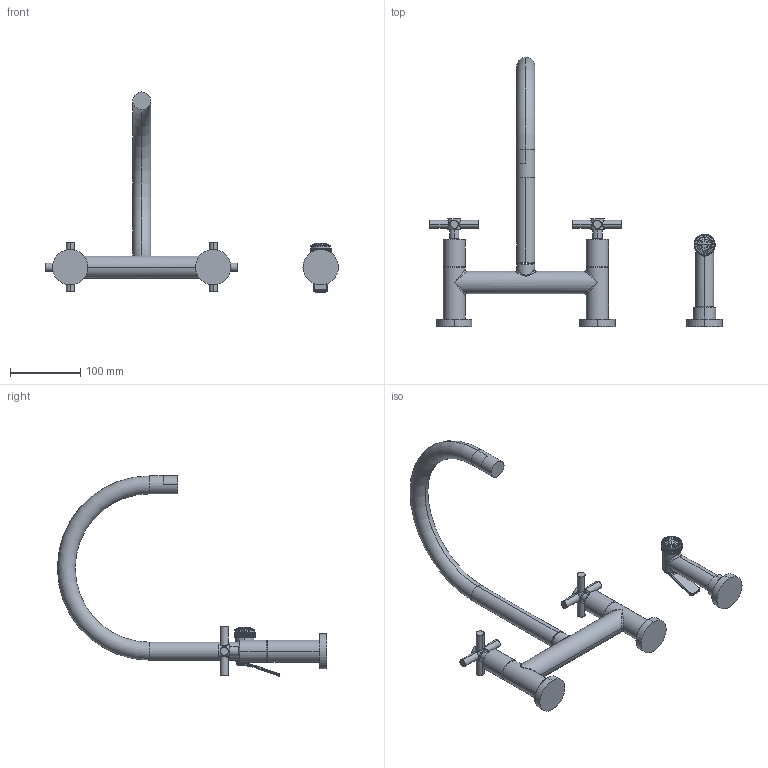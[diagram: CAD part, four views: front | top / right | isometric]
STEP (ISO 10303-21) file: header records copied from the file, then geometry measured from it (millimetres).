
FILE_DESCRIPTION((''),'2;1');
FILE_NAME('1500-5412_','2021-02-25T16:36:20',('rsmith'),(''),'CREO PARAMETRIC BY PTC INC, 2018400','CREO PARAMETRIC BY PTC INC, 2018400','');
FILE_SCHEMA(('AUTOMOTIVE_DESIGN { 1 0 10303 214 1 1 1 1 }'));
Length unit declared in the file: inch
Products named in the file (1): 1500-5412_
Bounding box: 415.67 x 382.44 x 284.22 mm (x, y, z)
Volume: 788944.9 mm3; surface area: 135882.4 mm2
Topology: 4 solids, 5 shells, 700 faces, 1893 edges, 1232 vertices
Faces by surface type: plane 312, cylinder 253, bspline 77, torus 39, cone 15, sphere 4
Entity records: 47222 total; most frequent: CARTESIAN_POINT 17640, ORIENTED_EDGE 3786, DIRECTION 3361, PRESENTATION_STYLE_ASSIGNMENT 2531, STYLED_ITEM 1897, CURVE_STYLE 1893, EDGE_CURVE 1893, AXIS2_PLACEMENT_3D 1250
